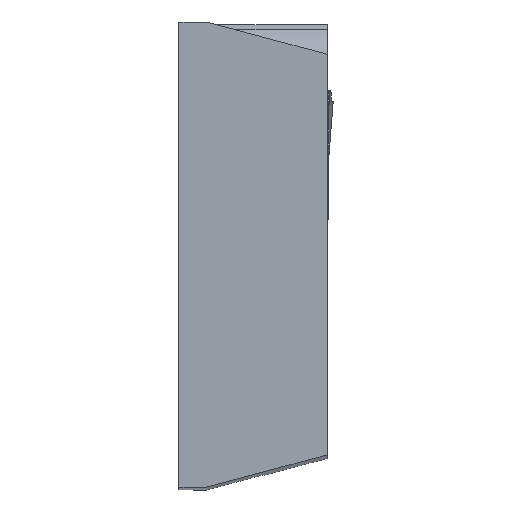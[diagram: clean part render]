
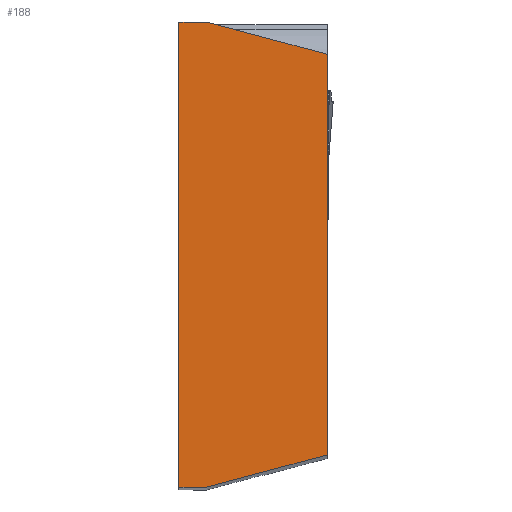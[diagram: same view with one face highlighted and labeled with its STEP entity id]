
A CAD part, top view. The second image highlights one B-rep face of the part: STEP entity #188.
In plain terms, the highlighted planar face has unit normal (0, 0, 1).
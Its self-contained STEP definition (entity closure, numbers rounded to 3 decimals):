
#188=ADVANCED_FACE('CU_SU_BACK',(#314),#268,.F.);
#268=PLANE('',#1774);
#314=FACE_OUTER_BOUND('',#397,.T.);
#397=EDGE_LOOP('',(#837,#838,#839,#840,#841,#842));
#487=LINE('',#2451,#630);
#492=LINE('',#2464,#635);
#497=LINE('',#2478,#640);
#509=LINE('',#2525,#652);
#511=LINE('',#2529,#654);
#512=LINE('',#2530,#655);
#630=VECTOR('',#1948,1.);
#635=VECTOR('',#1957,1.);
#640=VECTOR('',#1968,1.);
#652=VECTOR('',#2000,1.);
#654=VECTOR('',#2004,1.);
#655=VECTOR('',#2005,1.);
#837=ORIENTED_EDGE('',*,*,#1445,.F.);
#838=ORIENTED_EDGE('',*,*,#1416,.F.);
#839=ORIENTED_EDGE('',*,*,#1447,.T.);
#840=ORIENTED_EDGE('',*,*,#1410,.T.);
#841=ORIENTED_EDGE('',*,*,#1423,.F.);
#842=ORIENTED_EDGE('',*,*,#1448,.F.);
#1251=VERTEX_POINT('',#2450);
#1252=VERTEX_POINT('',#2452);
#1257=VERTEX_POINT('',#2463);
#1258=VERTEX_POINT('',#2465);
#1263=VERTEX_POINT('',#2477);
#1283=VERTEX_POINT('',#2526);
#1410=EDGE_CURVE('',#1252,#1251,#487,.T.);
#1416=EDGE_CURVE('',#1257,#1258,#492,.T.);
#1423=EDGE_CURVE('',#1263,#1251,#497,.T.);
#1445=EDGE_CURVE('',#1258,#1283,#509,.T.);
#1447=EDGE_CURVE('',#1257,#1252,#511,.T.);
#1448=EDGE_CURVE('',#1283,#1263,#512,.T.);
#1774=AXIS2_PLACEMENT_3D('',#2531,#2006,#2007);
#1948=DIRECTION('',(0.966,0.259,0.));
#1957=DIRECTION('',(0.,1.,0.));
#1968=DIRECTION('',(0.,-1.,0.));
#2000=DIRECTION('',(1.,0.,0.));
#2004=DIRECTION('',(1.,0.,0.));
#2005=DIRECTION('',(0.966,-0.259,0.));
#2006=DIRECTION('',(0.,0.,-1.));
#2007=DIRECTION('',(-1.,0.,0.));
#2450=CARTESIAN_POINT('',(8.,2.144,0.));
#2451=CARTESIAN_POINT('',(1.5,0.402,0.));
#2452=CARTESIAN_POINT('',(1.5,0.402,0.));
#2463=CARTESIAN_POINT('',(0.,0.402,0.));
#2464=CARTESIAN_POINT('',(0.,-8.,0.));
#2465=CARTESIAN_POINT('',(0.,25.498,0.));
#2477=CARTESIAN_POINT('',(8.,23.756,0.));
#2478=CARTESIAN_POINT('',(8.,33.9,0.));
#2525=CARTESIAN_POINT('',(0.,25.498,0.));
#2526=CARTESIAN_POINT('',(1.5,25.498,0.));
#2529=CARTESIAN_POINT('',(0.,0.402,0.));
#2530=CARTESIAN_POINT('',(1.5,25.498,0.));
#2531=CARTESIAN_POINT('',(0.,0.,0.));
